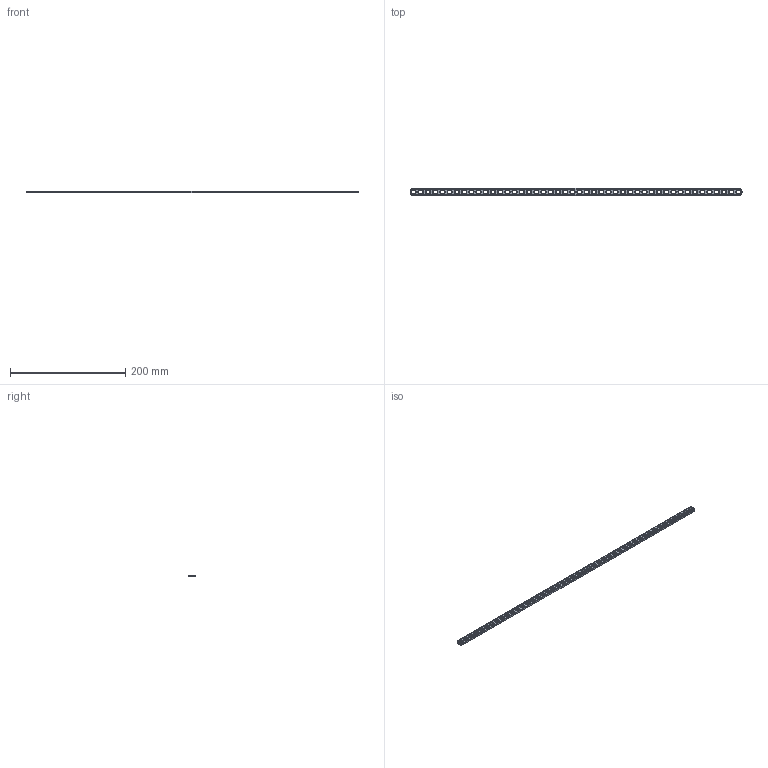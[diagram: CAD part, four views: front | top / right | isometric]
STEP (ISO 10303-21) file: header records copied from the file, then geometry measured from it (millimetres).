
FILE_DESCRIPTION(('FreeCAD Model'),'2;1');
FILE_NAME('Open CASCADE Shape Model','2021-03-06T13:38:19',( 'Paulo Kiefe'),('STEMFIE.org'),'Open CASCADE STEP processor 7.4', 'FreeCAD','Unknown');
FILE_SCHEMA(('AUTOMOTIVE_DESIGN { 1 0 10303 214 1 1 1 1 }'));
Length unit declared in the file: millimetre
Products named in the file (1): Brace_STR_STD_ERR_BU46x01x00.25_-_SPN-BRC-0045_(stemfie.org)
Bounding box: 575 x 12.5 x 3.12 mm (x, y, z)
Volume: 16061.8 mm3; surface area: 17311.1 mm2
Topology: 1 solids, 1 shells, 751 faces, 1904 edges, 1236 vertices
Faces by surface type: plane 373, extrusion 186, cone 96, cylinder 96
Full cylindrical faces by diameter (mm): 7 x46, 9.2 x46
Entity records: 48876 total; most frequent: CARTESIAN_POINT 11442, DIRECTION 6296, VECTOR 4442, LINE 4256, ORIENTED_EDGE 3808, PCURVE 3808, DEFINITIONAL_REPRESENTATION 3808, EDGE_CURVE 1904
